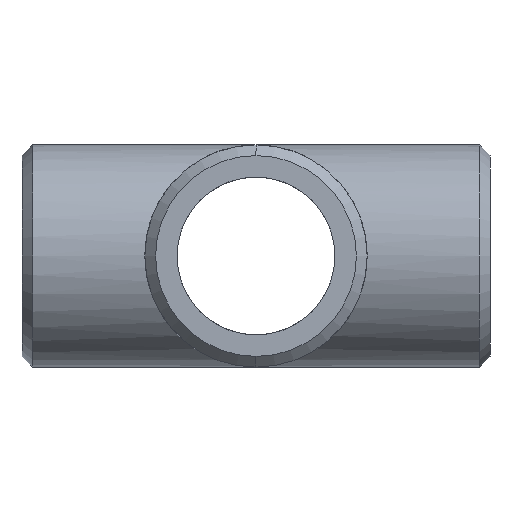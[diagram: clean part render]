
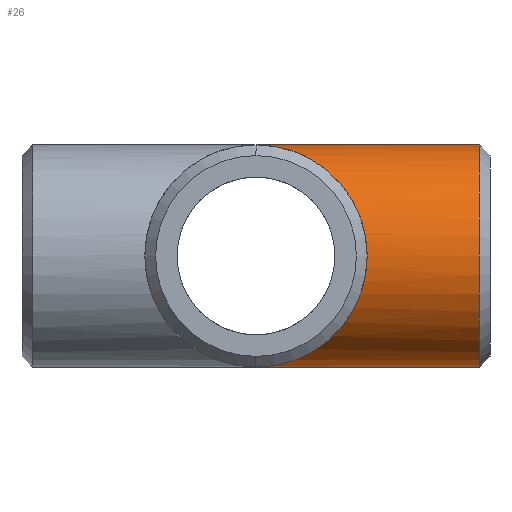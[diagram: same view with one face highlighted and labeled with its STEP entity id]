
A CAD part, left-side view. The second image highlights one B-rep face of the part: STEP entity #26.
In plain terms, the highlighted cylindrical face has radius 30.163 mm (diameter 60.325 mm), a partial arc.
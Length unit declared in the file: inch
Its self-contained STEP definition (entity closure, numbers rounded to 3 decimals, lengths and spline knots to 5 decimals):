
#4 = CARTESIAN_POINT ( 'NONE',  ( 0., -2.38533, -1.1875 ) ) ;
#17 = EDGE_CURVE ( 'NONE', #736, #434, #41, .T. ) ;
#19 = CARTESIAN_POINT ( 'NONE',  ( 0., -2.38533, 0. ) ) ;
#26 = ADVANCED_FACE ( 'NONE', ( #380 ), #266, .T. ) ;
#41 = CIRCLE ( 'NONE', #624, 1.1875 ) ;
#50 = ORIENTED_EDGE ( 'NONE', *, *, #415, .T. ) ;
#127 = CARTESIAN_POINT ( 'NONE',  ( 0., -2.5, 1.1875 ) ) ;
#169 = LINE ( 'NONE', #290, #196 ) ;
#181 = CARTESIAN_POINT ( 'NONE',  ( 0., -2.38533, 1.1875 ) ) ;
#185 = CARTESIAN_POINT ( 'NONE',  ( -2.375, -2.375, 1.1875 ) ) ;
#196 = VECTOR ( 'NONE', #646, 39.37008 ) ;
#232 = ORIENTED_EDGE ( 'NONE', *, *, #17, .T. ) ;
#240 = AXIS2_PLACEMENT_3D ( 'NONE', #568, #259, #518 ) ;
#247 = EDGE_CURVE ( 'NONE', #736, #424, #169, .T. ) ;
#259 = DIRECTION ( 'NONE',  ( 0., 1., 0. ) ) ;
#266 = CYLINDRICAL_SURFACE ( 'NONE', #240, 1.1875 ) ;
#290 = CARTESIAN_POINT ( 'NONE',  ( 0., -2.5, -1.1875 ) ) ;
#308 = EDGE_CURVE ( 'NONE', #424, #802, #769, .T. ) ;
#363 = ORIENTED_EDGE ( 'NONE', *, *, #308, .F. ) ;
#375 = CARTESIAN_POINT ( 'NONE',  ( -2.375, -2.375, -1.1875 ) ) ;
#380 = FACE_OUTER_BOUND ( 'NONE', #542, .T. ) ;
#415 = EDGE_CURVE ( 'NONE', #434, #802, #685, .T. ) ;
#423 = DIRECTION ( 'NONE',  ( 0., 1., 0. ) ) ;
#424 = VERTEX_POINT ( 'NONE', #622 ) ;
#434 = VERTEX_POINT ( 'NONE', #181 ) ;
#496 = CARTESIAN_POINT ( 'NONE',  ( 0., 0., 1.1875 ) ) ;
#511 = DIRECTION ( 'NONE',  ( 0., 1., 0. ) ) ;
#518 = DIRECTION ( 'NONE',  ( 0., 0., -1. ) ) ;
#542 = EDGE_LOOP ( 'NONE', ( #232, #50, #363, #781 ) ) ;
#551 = CARTESIAN_POINT ( 'NONE',  ( 0., 0., -1.1875 ) ) ;
#559 = VECTOR ( 'NONE', #423, 39.37008 ) ;
#568 = CARTESIAN_POINT ( 'NONE',  ( 0., -2.5, 0. ) ) ;
#581 = DIRECTION ( 'NONE',  ( 0., 0., -1. ) ) ;
#622 = CARTESIAN_POINT ( 'NONE',  ( 0., 0., -1.1875 ) ) ;
#624 = AXIS2_PLACEMENT_3D ( 'NONE', #19, #511, #581 ) ;
#646 = DIRECTION ( 'NONE',  ( 0., 1., 0. ) ) ;
#685 = LINE ( 'NONE', #127, #559 ) ;
#736 = VERTEX_POINT ( 'NONE', #4 ) ;
#769 =( BOUNDED_CURVE ( )  B_SPLINE_CURVE ( 3, ( #551, #375, #185, #794 ),
 .UNSPECIFIED., .F., .T. ) 
 B_SPLINE_CURVE_WITH_KNOTS ( ( 4, 4 ),
 ( 4.71239, 7.85398 ),
 .UNSPECIFIED. ) 
 CURVE ( )  GEOMETRIC_REPRESENTATION_ITEM ( )  RATIONAL_B_SPLINE_CURVE ( ( 1., 0.333, 0.333, 1. ) ) 
 REPRESENTATION_ITEM ( '' )  );
#781 = ORIENTED_EDGE ( 'NONE', *, *, #247, .F. ) ;
#794 = CARTESIAN_POINT ( 'NONE',  ( 0., 0., 1.1875 ) ) ;
#802 = VERTEX_POINT ( 'NONE', #496 ) ;
